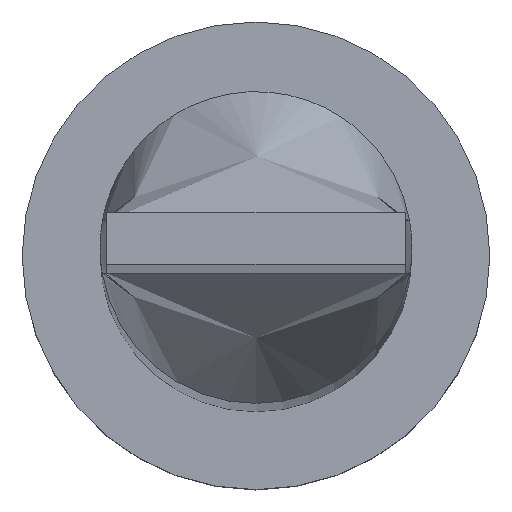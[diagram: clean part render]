
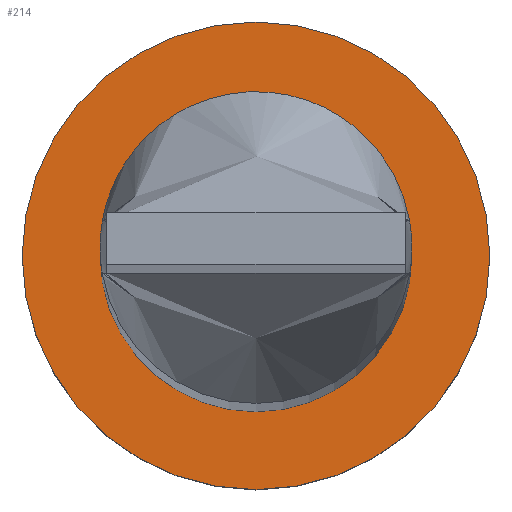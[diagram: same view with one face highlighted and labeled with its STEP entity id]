
A CAD part, top view. The second image highlights one B-rep face of the part: STEP entity #214.
In plain terms, the highlighted planar face has unit normal (0, 0, 1).
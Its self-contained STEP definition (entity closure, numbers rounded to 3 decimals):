
#10 = DIRECTION ( 'NONE',  ( 1., 0., 0. ) ) ;
#20 = CIRCLE ( 'NONE', #137, 6. ) ;
#25 = DIRECTION ( 'NONE',  ( 1., 0., 0. ) ) ;
#42 = CARTESIAN_POINT ( 'NONE',  ( 9., 0., 7. ) ) ;
#46 = CARTESIAN_POINT ( 'NONE',  ( 0., 0., 7. ) ) ;
#48 = EDGE_LOOP ( 'NONE', ( #511, #283 ) ) ;
#75 = CARTESIAN_POINT ( 'NONE',  ( 6., 0., 7. ) ) ;
#98 = VERTEX_POINT ( 'NONE', #42 ) ;
#101 = CIRCLE ( 'NONE', #164, 9. ) ;
#105 = FACE_BOUND ( 'NONE', #48, .T. ) ;
#134 = EDGE_CURVE ( 'NONE', #371, #138, #148, .T. ) ;
#137 = AXIS2_PLACEMENT_3D ( 'NONE', #323, #467, #269 ) ;
#138 = VERTEX_POINT ( 'NONE', #75 ) ;
#148 = CIRCLE ( 'NONE', #436, 6. ) ;
#164 = AXIS2_PLACEMENT_3D ( 'NONE', #46, #571, #231 ) ;
#178 = AXIS2_PLACEMENT_3D ( 'NONE', #440, #340, #25 ) ;
#188 = AXIS2_PLACEMENT_3D ( 'NONE', #442, #487, #10 ) ;
#205 = FACE_OUTER_BOUND ( 'NONE', #421, .T. ) ;
#209 = PLANE ( 'NONE',  #188 ) ;
#214 = ADVANCED_FACE ( 'NONE', ( #105, #205 ), #209, .T. ) ;
#231 = DIRECTION ( 'NONE',  ( 1., 0., 0. ) ) ;
#269 = DIRECTION ( 'NONE',  ( 1., 0., 0. ) ) ;
#283 = ORIENTED_EDGE ( 'NONE', *, *, #310, .F. ) ;
#310 = EDGE_CURVE ( 'NONE', #138, #371, #20, .T. ) ;
#323 = CARTESIAN_POINT ( 'NONE',  ( 0., 0., 7. ) ) ;
#324 = ORIENTED_EDGE ( 'NONE', *, *, #473, .T. ) ;
#340 = DIRECTION ( 'NONE',  ( 0., 0., 1. ) ) ;
#341 = ORIENTED_EDGE ( 'NONE', *, *, #564, .T. ) ;
#346 = CIRCLE ( 'NONE', #178, 9. ) ;
#371 = VERTEX_POINT ( 'NONE', #477 ) ;
#395 = VERTEX_POINT ( 'NONE', #520 ) ;
#414 = CARTESIAN_POINT ( 'NONE',  ( 0., 0., 7. ) ) ;
#421 = EDGE_LOOP ( 'NONE', ( #341, #324 ) ) ;
#436 = AXIS2_PLACEMENT_3D ( 'NONE', #414, #555, #613 ) ;
#440 = CARTESIAN_POINT ( 'NONE',  ( 0., 0., 7. ) ) ;
#442 = CARTESIAN_POINT ( 'NONE',  ( 0., 0., 7. ) ) ;
#467 = DIRECTION ( 'NONE',  ( 0., 0., 1. ) ) ;
#473 = EDGE_CURVE ( 'NONE', #98, #395, #101, .T. ) ;
#477 = CARTESIAN_POINT ( 'NONE',  ( -6., 0., 7. ) ) ;
#487 = DIRECTION ( 'NONE',  ( 0., 0., 1. ) ) ;
#511 = ORIENTED_EDGE ( 'NONE', *, *, #134, .F. ) ;
#520 = CARTESIAN_POINT ( 'NONE',  ( -9., 0., 7. ) ) ;
#555 = DIRECTION ( 'NONE',  ( 0., 0., 1. ) ) ;
#564 = EDGE_CURVE ( 'NONE', #395, #98, #346, .T. ) ;
#571 = DIRECTION ( 'NONE',  ( 0., 0., 1. ) ) ;
#613 = DIRECTION ( 'NONE',  ( 1., 0., 0. ) ) ;
